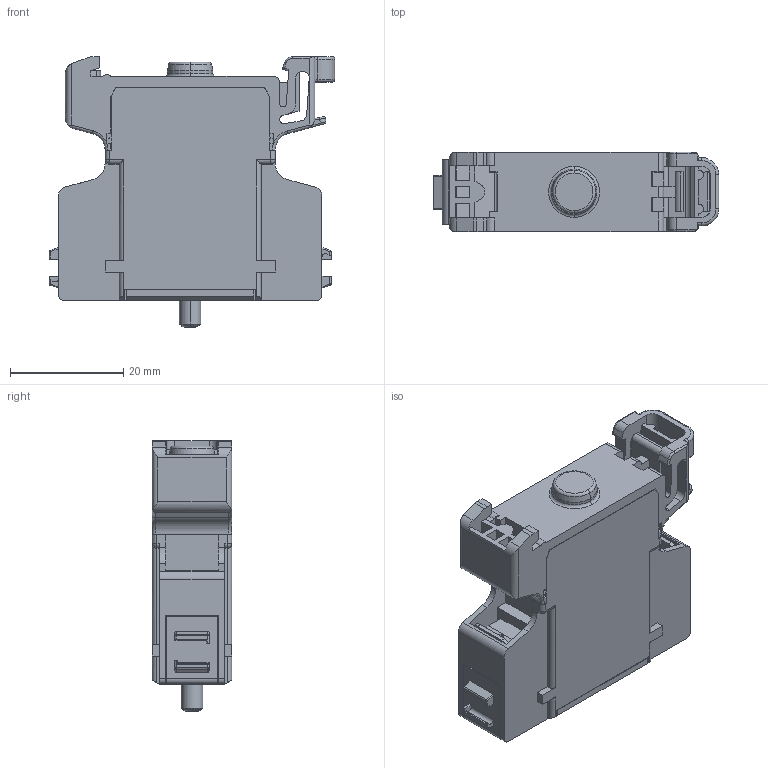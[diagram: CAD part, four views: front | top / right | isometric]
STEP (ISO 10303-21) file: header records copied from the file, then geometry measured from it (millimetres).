
FILE_DESCRIPTION (( 'STEP AP203' ), '1' );
FILE_NAME ('8082_2-_-_0.STEP', '2013-07-22T13:49:37', ( 'Admin' ), ( 'R. STAHL AG' ), 'SwSTEP 2.0', 'SolidWorks 2013', '' );
FILE_SCHEMA (( 'CONFIG_CONTROL_DESIGN' ));
Length unit declared in the file: millimetre
Products named in the file (14): 80_829_01_92_0; 518_607_0_eingebaut; 80_829_02_14_0; 80_820_05_04_0; 8082_2-_-_0; 80_829_02_24_0; 80_829_01_63_0; 80_829_01_94_0; 80_820_01_24_0_Schliesser; 80_829_05_04_0; 80_829_02_94_0; 80_829_07_63_0; 80_829_01_66_0_80 829 01 66 0 grau; 80_829_02_92_0
Assembly tree (18 placements, depth 3):
  8082_2-_-_0
    80_820_05_04_0
      80_829_05_04_0
      80_829_07_63_0  x2
      80_829_02_92_0  x2
      518_607_0_eingebaut  x4
    80_820_01_24_0_Schliesser
      80_829_02_24_0
      80_829_01_63_0
      80_829_01_94_0
    80_829_02_94_0
    80_829_01_66_0_80 829 01 66 0 grau
    80_829_01_92_0
    80_829_02_14_0
Bounding box: 50.35 x 14 x 47.78 mm (x, y, z)
Volume: 15295.8 mm3; surface area: 19854 mm2
Topology: 24 solids, 24 shells, 1873 faces, 5004 edges, 3148 vertices
Faces by surface type: plane 1100, cylinder 583, bspline 74, cone 53, torus 41, sphere 22
Entity records: 58562 total; most frequent: CARTESIAN_POINT 19549, ORIENTED_EDGE 8144, DIRECTION 7481, EDGE_CURVE 4072, VECTOR 2769, LINE 2769, VERTEX_POINT 2580, AXIS2_PLACEMENT_3D 2356
